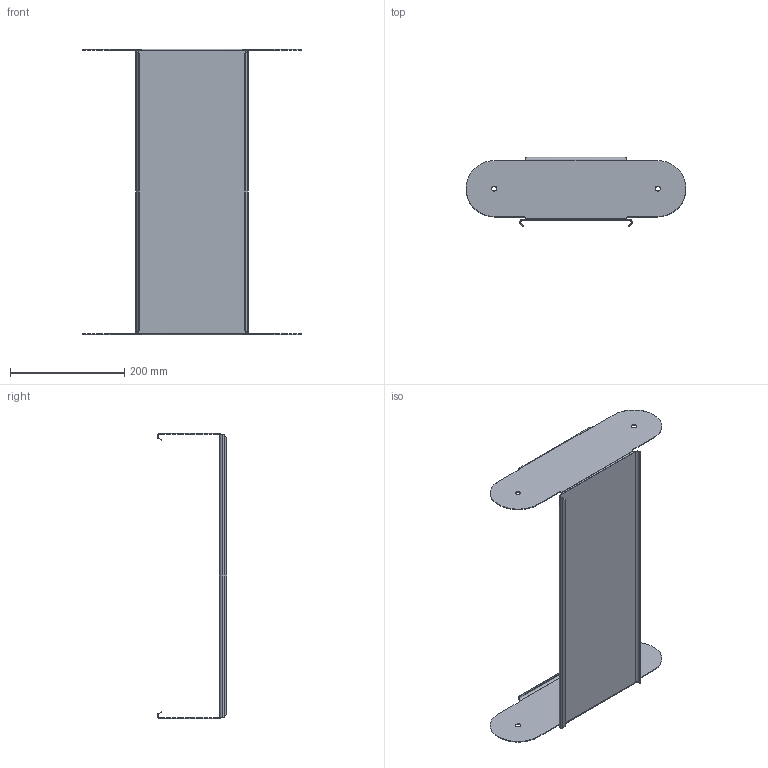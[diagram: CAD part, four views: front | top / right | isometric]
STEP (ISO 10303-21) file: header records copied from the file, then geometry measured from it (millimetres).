
FILE_DESCRIPTION((''),'2;1');
FILE_NAME('7077505','2013-11-28T',('AndreasKeweloh'),(''),'PRO/ENGINEER BY PARAMETRIC TECHNOLOGY CORPORATION, 2012360','PRO/ENGINEER BY PARAMETRIC TECHNOLOGY CORPORATION, 2012360','');
FILE_SCHEMA(('CONFIG_CONTROL_DESIGN'));
Length unit declared in the file: millimetre
Products named in the file (1): 7077505
Bounding box: 385 x 121.25 x 500 mm (x, y, z)
Volume: 234546.8 mm3; surface area: 378577 mm2
Topology: 1 solids, 1 shells, 100 faces, 250 edges, 152 vertices
Faces by surface type: plane 46, cylinder 42, bspline 12
Entity records: 3688 total; most frequent: CARTESIAN_POINT 1286, ORIENTED_EDGE 500, DIRECTION 474, EDGE_CURVE 250, AXIS2_PLACEMENT_3D 160, VECTOR 154, LINE 154, VERTEX_POINT 152
